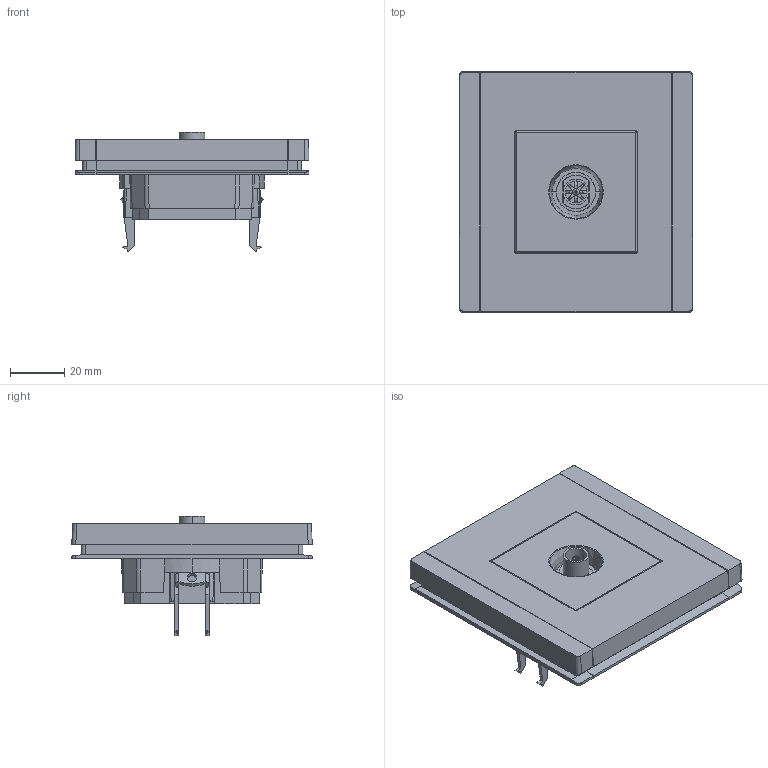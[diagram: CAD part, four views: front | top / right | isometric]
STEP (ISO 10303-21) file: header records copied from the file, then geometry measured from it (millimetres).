
FILE_DESCRIPTION (( 'STEP AP214' ), '1' );
FILE_NAME ('TV.STEP', '2025-03-11T12:40:58', ( '' ), ( '' ), 'SwSTEP 2.0', 'SolidWorks 2022', '' );
FILE_SCHEMA (( 'AUTOMOTIVE_DESIGN' ));
Length unit declared in the file: millimetre
Products named in the file (1): TV
Bounding box: 86.46 x 89 x 44.36 mm (x, y, z)
Volume: 129385.4 mm3; surface area: 42273.8 mm2
Topology: 1 solids, 13 shells, 1392 faces, 3982 edges, 2609 vertices
Faces by surface type: plane 1013, cylinder 327, bspline 36, cone 10, sphere 4, torus 2
Entity records: 45809 total; most frequent: CARTESIAN_POINT 10621, ORIENTED_EDGE 7964, DIRECTION 6554, EDGE_CURVE 3982, VECTOR 3028, LINE 3028, VERTEX_POINT 2609, AXIS2_PLACEMENT_3D 1763
